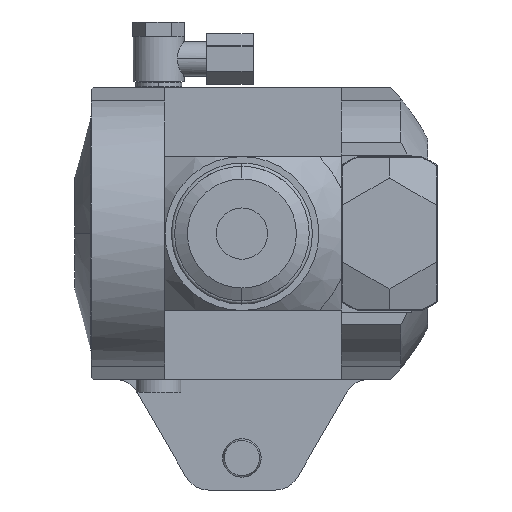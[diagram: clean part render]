
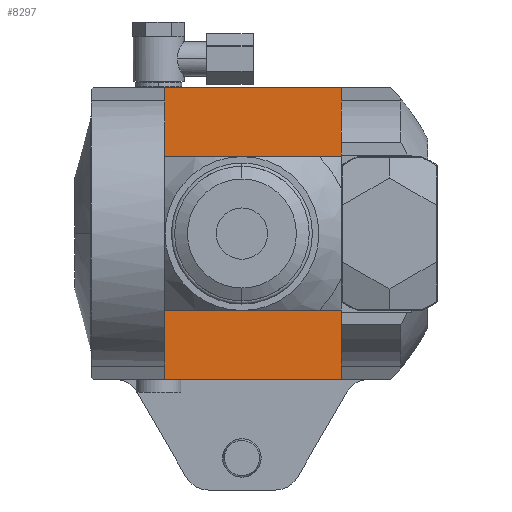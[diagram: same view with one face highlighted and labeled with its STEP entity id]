
A CAD part, left-side view. The second image highlights one B-rep face of the part: STEP entity #8297.
In plain terms, the highlighted planar face has unit normal (-1, 0, 0).
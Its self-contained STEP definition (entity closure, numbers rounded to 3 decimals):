
#1120=DIRECTION('',(0.,-1.,0.));
#1121=VECTOR('',#1120,55.);
#1122=CARTESIAN_POINT('',(-66.833,24.,45.5));
#1123=LINE('',#1122,#1121);
#1279=DIRECTION('',(0.,1.,0.));
#1280=VECTOR('',#1279,55.);
#1281=CARTESIAN_POINT('',(-66.833,-31.,-45.5));
#1282=LINE('',#1281,#1280);
#1408=DIRECTION('',(0.,0.,1.));
#1409=VECTOR('',#1408,91.);
#1410=CARTESIAN_POINT('',(-66.833,24.,-45.5));
#1411=LINE('',#1410,#1409);
#1989=DIRECTION('',(0.,0.,1.));
#1990=VECTOR('',#1989,91.);
#1991=CARTESIAN_POINT('',(-66.833,-31.,-45.5));
#1992=LINE('',#1991,#1990);
#5174=CARTESIAN_POINT('',(-66.833,24.,-45.5));
#5175=CARTESIAN_POINT('',(-66.833,24.,45.5));
#5176=VERTEX_POINT('',#5174);
#5177=VERTEX_POINT('',#5175);
#5178=CARTESIAN_POINT('',(-66.833,-31.,-45.5));
#5179=CARTESIAN_POINT('',(-66.833,-31.,45.5));
#5180=VERTEX_POINT('',#5178);
#5181=VERTEX_POINT('',#5179);
#8286=CARTESIAN_POINT('',(-66.833,24.,-57.));
#8287=DIRECTION('',(1.,0.,0.));
#8288=DIRECTION('',(0.,0.,1.));
#8289=AXIS2_PLACEMENT_3D('',#8286,#8287,#8288);
#8290=PLANE('',#8289);
#8291=ORIENTED_EDGE('',*,*,#7111,.T.);
#8292=ORIENTED_EDGE('',*,*,#6819,.T.);
#8293=ORIENTED_EDGE('',*,*,#7415,.F.);
#8294=ORIENTED_EDGE('',*,*,#6988,.T.);
#8295=EDGE_LOOP('',(#8291,#8292,#8293,#8294));
#8296=FACE_OUTER_BOUND('',#8295,.F.);
#8297=ADVANCED_FACE('',(#8296),#8290,.F.);
#6819=EDGE_CURVE('',#5177,#5181,#1123,.T.);
#6988=EDGE_CURVE('',#5180,#5176,#1282,.T.);
#7111=EDGE_CURVE('',#5176,#5177,#1411,.T.);
#7415=EDGE_CURVE('',#5180,#5181,#1992,.T.);
